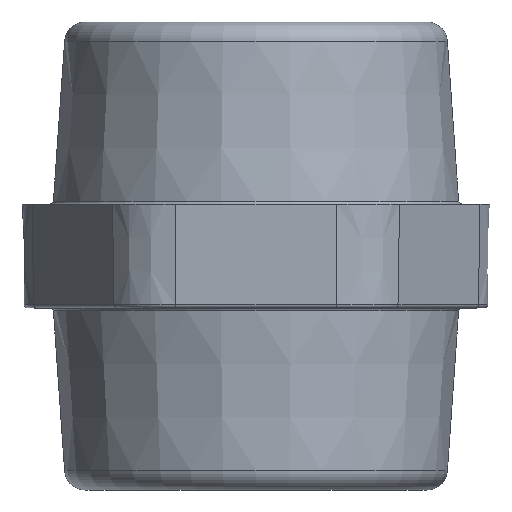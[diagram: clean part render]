
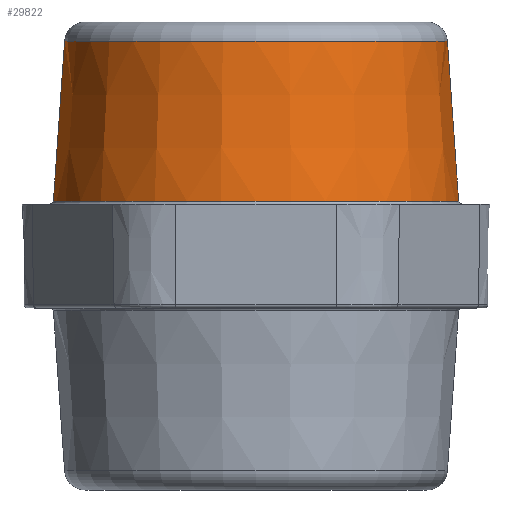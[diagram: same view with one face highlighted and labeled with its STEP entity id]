
A CAD part, front view. The second image highlights one B-rep face of the part: STEP entity #29822.
In plain terms, the highlighted conical face has half-angle 4 degrees and reference radius 18.943 mm.
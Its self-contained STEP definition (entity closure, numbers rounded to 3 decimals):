
#564 = CARTESIAN_POINT ( 'NONE',  ( -19.48, 0., 10.279 ) ) ;
#1553 = CARTESIAN_POINT ( 'NONE',  ( -18.406, 0., 25.64 ) ) ;
#2812 = ORIENTED_EDGE ( 'NONE', *, *, #34149, .F. ) ;
#5661 = CARTESIAN_POINT ( 'NONE',  ( 18.406, 0., 25.64 ) ) ;
#7899 = VERTEX_POINT ( 'NONE', #23581 ) ;
#9531 = AXIS2_PLACEMENT_3D ( 'NONE', #28684, #17007, #39395 ) ;
#9736 = DIRECTION ( 'NONE',  ( 0., 0., -1. ) ) ;
#10672 = LINE ( 'NONE', #25808, #38826 ) ;
#13462 = CARTESIAN_POINT ( 'NONE',  ( 0., 0., 17.959 ) ) ;
#13919 = EDGE_CURVE ( 'NONE', #28400, #44926, #10672, .T. ) ;
#14933 = DIRECTION ( 'NONE',  ( 0., 0., 1. ) ) ;
#17007 = DIRECTION ( 'NONE',  ( 0., 0., -1. ) ) ;
#17058 = ORIENTED_EDGE ( 'NONE', *, *, #45535, .F. ) ;
#17434 = FACE_OUTER_BOUND ( 'NONE', #19730, .T. ) ;
#18643 = CARTESIAN_POINT ( 'NONE',  ( 0., 0., 25.64 ) ) ;
#19683 = ORIENTED_EDGE ( 'NONE', *, *, #45973, .F. ) ;
#19730 = EDGE_LOOP ( 'NONE', ( #40195, #19683, #17058, #2812 ) ) ;
#20127 = DIRECTION ( 'NONE',  ( -1., 0., 0. ) ) ;
#23036 = CIRCLE ( 'NONE', #9531, 19.48 ) ;
#23305 = CIRCLE ( 'NONE', #31242, 18.406 ) ;
#23581 = CARTESIAN_POINT ( 'NONE',  ( -19.48, 0., 10.279 ) ) ;
#25808 = CARTESIAN_POINT ( 'NONE',  ( 19.48, 0., 10.279 ) ) ;
#28400 = VERTEX_POINT ( 'NONE', #39321 ) ;
#28684 = CARTESIAN_POINT ( 'NONE',  ( 0., 0., 10.279 ) ) ;
#28829 = DIRECTION ( 'NONE',  ( -0.07, 0., 0.998 ) ) ;
#29822 = ADVANCED_FACE ( 'NONE', ( #17434 ), #48095, .T. ) ;
#31242 = AXIS2_PLACEMENT_3D ( 'NONE', #18643, #14933, #20127 ) ;
#32778 = VECTOR ( 'NONE', #41859, 1000. ) ;
#34149 = EDGE_CURVE ( 'NONE', #28400, #7899, #23036, .T. ) ;
#34395 = LINE ( 'NONE', #564, #32778 ) ;
#38826 = VECTOR ( 'NONE', #28829, 1000. ) ;
#39321 = CARTESIAN_POINT ( 'NONE',  ( 19.48, 0., 10.279 ) ) ;
#39395 = DIRECTION ( 'NONE',  ( 1., 0., 0. ) ) ;
#40195 = ORIENTED_EDGE ( 'NONE', *, *, #13919, .T. ) ;
#41859 = DIRECTION ( 'NONE',  ( 0.07, 0., 0.998 ) ) ;
#43088 = VERTEX_POINT ( 'NONE', #1553 ) ;
#43829 = DIRECTION ( 'NONE',  ( 1., 0., 0. ) ) ;
#44926 = VERTEX_POINT ( 'NONE', #5661 ) ;
#45535 = EDGE_CURVE ( 'NONE', #7899, #43088, #34395, .T. ) ;
#45722 = AXIS2_PLACEMENT_3D ( 'NONE', #13462, #9736, #43829 ) ;
#45973 = EDGE_CURVE ( 'NONE', #43088, #44926, #23305, .T. ) ;
#48095 = CONICAL_SURFACE ( 'NONE', #45722, 18.943, 0.07 ) ;
